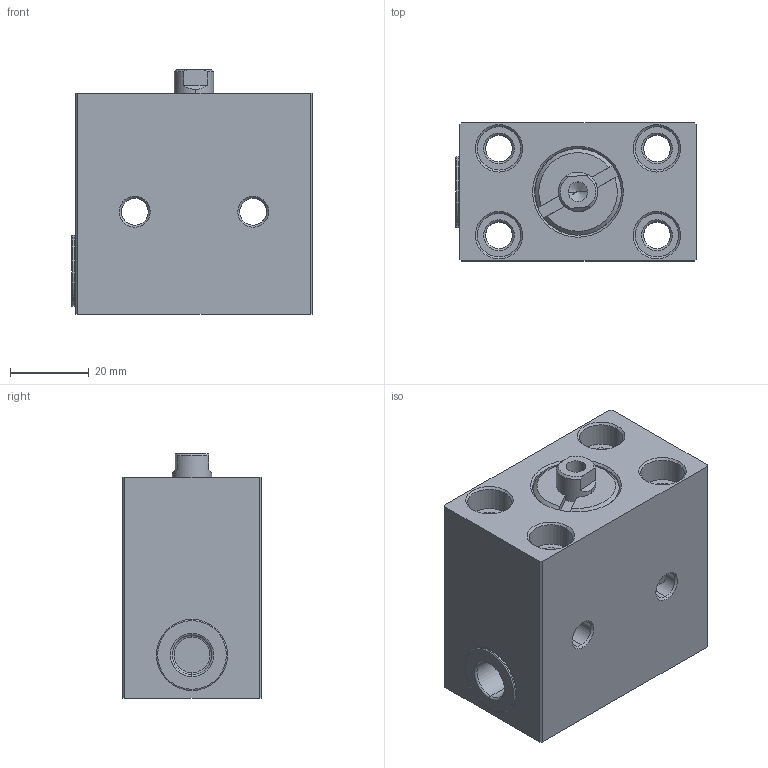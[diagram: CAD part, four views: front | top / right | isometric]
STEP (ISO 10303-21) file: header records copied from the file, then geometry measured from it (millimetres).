
FILE_DESCRIPTION (( 'STEP AP203' ), '1' );
FILE_NAME ('HBC-16SX8N等雄詢揤詰.STEP', '2019-04-23T00:59:28', ( 'User' ), ( 'china' ), 'SwSTEP 2.0', 'SolidWorks 2018', '' );
FILE_SCHEMA (( 'CONFIG_CONTROL_DESIGN' ));
Length unit declared in the file: millimetre
Products named in the file (5): 黑芛; HBC-16SX8N等雄詢揤詰; 掛极8N; ヶ裔; 活塞杆8
Assembly tree (4 placements, depth 2):
  HBC-16SX8N等雄詢揤詰
    掛极8N
    ヶ裔
    活塞杆8
    黑芛
Bounding box: 61 x 35 x 62 mm (x, y, z)
Volume: 101663.7 mm3; surface area: 29657.7 mm2
Topology: 4 solids, 4 shells, 180 faces, 442 edges, 274 vertices
Faces by surface type: cylinder 72, cone 50, plane 40, torus 16, bspline 2
Entity records: 7686 total; most frequent: CARTESIAN_POINT 2983, DIRECTION 900, ORIENTED_EDGE 880, EDGE_CURVE 440, AXIS2_PLACEMENT_3D 363, VERTEX_POINT 274, EDGE_LOOP 210, ADVANCED_FACE 180
